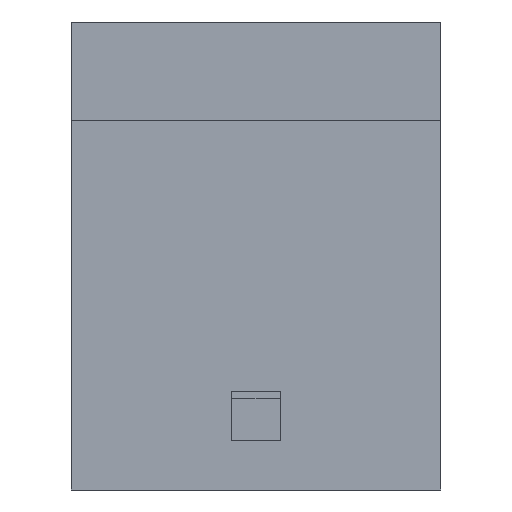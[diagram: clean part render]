
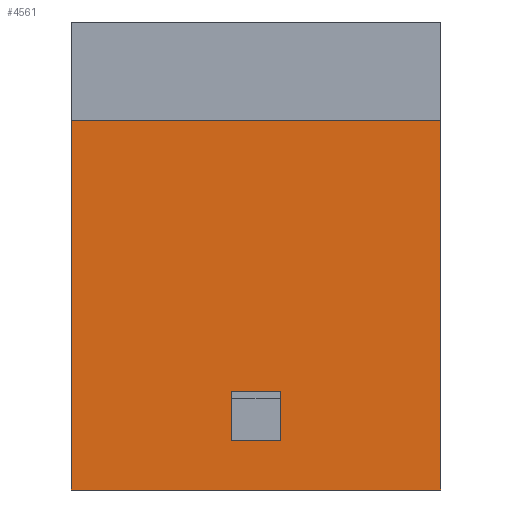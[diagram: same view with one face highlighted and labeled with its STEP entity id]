
A CAD part, front view. The second image highlights one B-rep face of the part: STEP entity #4561.
In plain terms, the highlighted planar face has unit normal (0, -1, 0).
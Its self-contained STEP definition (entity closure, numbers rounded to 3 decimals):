
#1300=ORIENTED_EDGE('',*,*,#1634,.F.);
#1301=ORIENTED_EDGE('',*,*,#1637,.F.);
#1302=ORIENTED_EDGE('',*,*,#1635,.T.);
#1303=ORIENTED_EDGE('',*,*,#1528,.T.);
#1304=ORIENTED_EDGE('',*,*,#1955,.T.);
#1305=ORIENTED_EDGE('',*,*,#1953,.T.);
#1306=ORIENTED_EDGE('',*,*,#1952,.T.);
#1307=ORIENTED_EDGE('',*,*,#1950,.T.);
#1528=EDGE_CURVE('',#2173,#2172,#2608,.T.);
#1634=EDGE_CURVE('',#2174,#2172,#2714,.T.);
#1635=EDGE_CURVE('',#2175,#2173,#2715,.T.);
#1637=EDGE_CURVE('',#2175,#2174,#2717,.T.);
#1950=EDGE_CURVE('',#2384,#2385,#3030,.T.);
#1952=EDGE_CURVE('',#2386,#2384,#3032,.T.);
#1953=EDGE_CURVE('',#2387,#2386,#3033,.T.);
#1955=EDGE_CURVE('',#2385,#2387,#3035,.T.);
#2172=VERTEX_POINT('',#6324);
#2173=VERTEX_POINT('',#6326);
#2174=VERTEX_POINT('',#6536);
#2175=VERTEX_POINT('',#6540);
#2384=VERTEX_POINT('',#7167);
#2385=VERTEX_POINT('',#7169);
#2386=VERTEX_POINT('',#7173);
#2387=VERTEX_POINT('',#7177);
#2608=LINE('',#6325,#3256);
#2714=LINE('',#6537,#3362);
#2715=LINE('',#6539,#3363);
#2717=LINE('',#6543,#3365);
#3030=LINE('',#7170,#3678);
#3032=LINE('',#7174,#3680);
#3033=LINE('',#7176,#3681);
#3035=LINE('',#7180,#3683);
#3256=VECTOR('',#5026,1000.);
#3362=VECTOR('',#5340,1000.);
#3363=VECTOR('',#5343,1000.);
#3365=VECTOR('',#5347,1000.);
#3678=VECTOR('',#5868,1000.);
#3680=VECTOR('',#5872,1000.);
#3681=VECTOR('',#5875,1000.);
#3683=VECTOR('',#5879,1000.);
#3902=EDGE_LOOP('',(#1300,#1301,#1302,#1303));
#3903=EDGE_LOOP('',(#1304,#1305,#1306,#1307));
#4122=FACE_BOUND('',#3902,.T.);
#4123=FACE_BOUND('',#3903,.T.);
#4342=PLANE('',#4793);
#4561=ADVANCED_FACE('',(#4122,#4123),#4342,.F.);
#4793=AXIS2_PLACEMENT_3D('',#7181,#5880,#5881);
#5026=DIRECTION('',(-1.,0.,0.));
#5340=DIRECTION('',(0.,0.,-1.));
#5343=DIRECTION('',(0.,0.,-1.));
#5347=DIRECTION('',(-1.,0.,0.));
#5868=DIRECTION('',(-1.,0.,0.));
#5872=DIRECTION('',(0.,0.,1.));
#5875=DIRECTION('',(1.,0.,0.));
#5879=DIRECTION('',(0.,0.,-1.));
#5880=DIRECTION('',(0.,1.,0.));
#5881=DIRECTION('',(0.,0.,1.));
#6324=CARTESIAN_POINT('',(-1.,-39.3,2.));
#6325=CARTESIAN_POINT('',(0.,-39.3,2.));
#6326=CARTESIAN_POINT('',(1.,-39.3,2.));
#6536=CARTESIAN_POINT('',(-1.,-39.3,4.));
#6537=CARTESIAN_POINT('',(-1.,-39.3,3.));
#6539=CARTESIAN_POINT('',(1.,-39.3,3.));
#6540=CARTESIAN_POINT('',(1.,-39.3,4.));
#6543=CARTESIAN_POINT('',(0.,-39.3,4.));
#7167=CARTESIAN_POINT('',(7.5,-39.3,15.));
#7169=CARTESIAN_POINT('',(-7.5,-39.3,15.));
#7170=CARTESIAN_POINT('',(-7.5,-39.3,15.));
#7173=CARTESIAN_POINT('',(7.5,-39.3,0.));
#7174=CARTESIAN_POINT('',(7.5,-39.3,0.));
#7176=CARTESIAN_POINT('',(-7.5,-39.3,0.));
#7177=CARTESIAN_POINT('',(-7.5,-39.3,0.));
#7180=CARTESIAN_POINT('',(-7.5,-39.3,0.));
#7181=CARTESIAN_POINT('',(0.,-39.3,0.));
